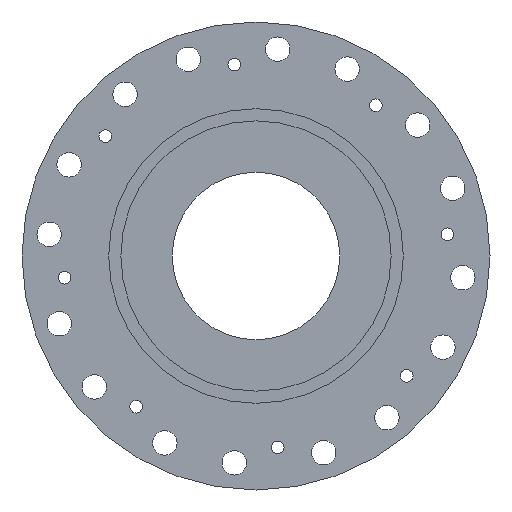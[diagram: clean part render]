
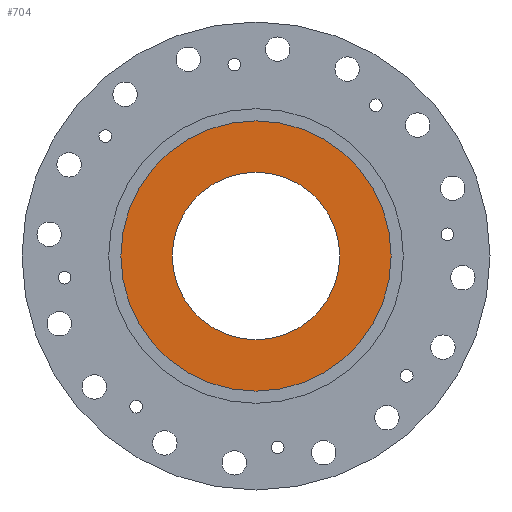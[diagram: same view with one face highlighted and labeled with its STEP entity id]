
A CAD part, front view. The second image highlights one B-rep face of the part: STEP entity #704.
In plain terms, the highlighted planar face has unit normal (0, -1, 0).
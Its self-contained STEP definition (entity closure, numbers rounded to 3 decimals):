
#36 = DIRECTION ( 'NONE',  ( 0., 1., 0. ) ) ;
#49 = EDGE_LOOP ( 'NONE', ( #2171, #2340 ) ) ;
#248 = CARTESIAN_POINT ( 'NONE',  ( 0., 0., -43.5 ) ) ;
#317 = CARTESIAN_POINT ( 'NONE',  ( 0., 0., 0. ) ) ;
#388 = AXIS2_PLACEMENT_3D ( 'NONE', #522, #946, #670 ) ;
#398 = AXIS2_PLACEMENT_3D ( 'NONE', #2267, #2502, #2711 ) ;
#501 = EDGE_CURVE ( 'NONE', #2541, #724, #2481, .T. ) ;
#522 = CARTESIAN_POINT ( 'NONE',  ( 0., 0., 0. ) ) ;
#576 = AXIS2_PLACEMENT_3D ( 'NONE', #1608, #1995, #1183 ) ;
#670 = DIRECTION ( 'NONE',  ( 0., 0., 1. ) ) ;
#703 = CARTESIAN_POINT ( 'NONE',  ( 0., 0., -70.155 ) ) ;
#704 = ADVANCED_FACE ( 'NONE', ( #940, #2633 ), #1178, .F. ) ;
#724 = VERTEX_POINT ( 'NONE', #1350 ) ;
#940 = FACE_BOUND ( 'NONE', #49, .T. ) ;
#946 = DIRECTION ( 'NONE',  ( 0., 1., 0. ) ) ;
#1021 = CARTESIAN_POINT ( 'NONE',  ( 0., 0., 0. ) ) ;
#1061 = CARTESIAN_POINT ( 'NONE',  ( 0., 0., 43.5 ) ) ;
#1178 = PLANE ( 'NONE',  #2266 ) ;
#1183 = DIRECTION ( 'NONE',  ( 0., 0., 1. ) ) ;
#1191 = DIRECTION ( 'NONE',  ( 0., 0., 1. ) ) ;
#1258 = DIRECTION ( 'NONE',  ( 0., 1., 0. ) ) ;
#1350 = CARTESIAN_POINT ( 'NONE',  ( 0., 0., 70.155 ) ) ;
#1549 = VERTEX_POINT ( 'NONE', #248 ) ;
#1601 = EDGE_LOOP ( 'NONE', ( #2534, #1843 ) ) ;
#1608 = CARTESIAN_POINT ( 'NONE',  ( 0., 0., 0. ) ) ;
#1681 = AXIS2_PLACEMENT_3D ( 'NONE', #1021, #1258, #1884 ) ;
#1841 = EDGE_CURVE ( 'NONE', #1549, #2030, #2489, .T. ) ;
#1843 = ORIENTED_EDGE ( 'NONE', *, *, #2169, .F. ) ;
#1884 = DIRECTION ( 'NONE',  ( 0., 0., 1. ) ) ;
#1995 = DIRECTION ( 'NONE',  ( 0., 1., 0. ) ) ;
#2030 = VERTEX_POINT ( 'NONE', #1061 ) ;
#2169 = EDGE_CURVE ( 'NONE', #724, #2541, #2662, .T. ) ;
#2171 = ORIENTED_EDGE ( 'NONE', *, *, #1841, .T. ) ;
#2266 = AXIS2_PLACEMENT_3D ( 'NONE', #317, #36, #1191 ) ;
#2267 = CARTESIAN_POINT ( 'NONE',  ( 0., 0., 0. ) ) ;
#2315 = CIRCLE ( 'NONE', #398, 43.5 ) ;
#2340 = ORIENTED_EDGE ( 'NONE', *, *, #2724, .T. ) ;
#2481 = CIRCLE ( 'NONE', #388, 70.155 ) ;
#2489 = CIRCLE ( 'NONE', #1681, 43.5 ) ;
#2502 = DIRECTION ( 'NONE',  ( 0., 1., 0. ) ) ;
#2534 = ORIENTED_EDGE ( 'NONE', *, *, #501, .F. ) ;
#2541 = VERTEX_POINT ( 'NONE', #703 ) ;
#2633 = FACE_OUTER_BOUND ( 'NONE', #1601, .T. ) ;
#2662 = CIRCLE ( 'NONE', #576, 70.155 ) ;
#2711 = DIRECTION ( 'NONE',  ( 0., 0., 1. ) ) ;
#2724 = EDGE_CURVE ( 'NONE', #2030, #1549, #2315, .T. ) ;
